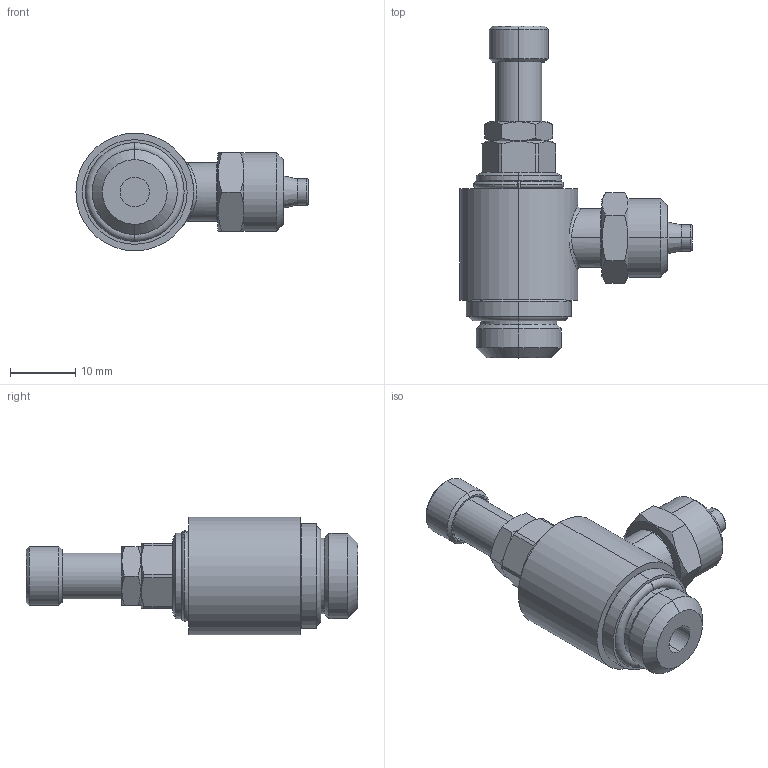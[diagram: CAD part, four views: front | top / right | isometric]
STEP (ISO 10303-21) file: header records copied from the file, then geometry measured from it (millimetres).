
FILE_DESCRIPTION (( 'STEP AP203' ), '1' );
FILE_NAME ('04320B32.STEP', '2010-04-21T09:22:44', ( '' ), ( 'sopra-pneumatic' ), 'SwSTEP 2.0', 'SolidWorks 2009', '' );
FILE_SCHEMA (( 'CONFIG_CONTROL_DESIGN' ));
Length unit declared in the file: millimetre
Products named in the file (1): 04320B32
Bounding box: 35.5 x 50.75 x 18 mm (x, y, z)
Volume: 8507.6 mm3; surface area: 3660.1 mm2
Topology: 2 solids, 2 shells, 127 faces, 274 edges, 166 vertices
Faces by surface type: plane 43, cylinder 38, cone 36, torus 8, bspline 2
Entity records: 4607 total; most frequent: CARTESIAN_POINT 1778, DIRECTION 600, ORIENTED_EDGE 548, EDGE_CURVE 274, AXIS2_PLACEMENT_3D 254, VERTEX_POINT 166, EDGE_LOOP 142, CIRCLE 128
